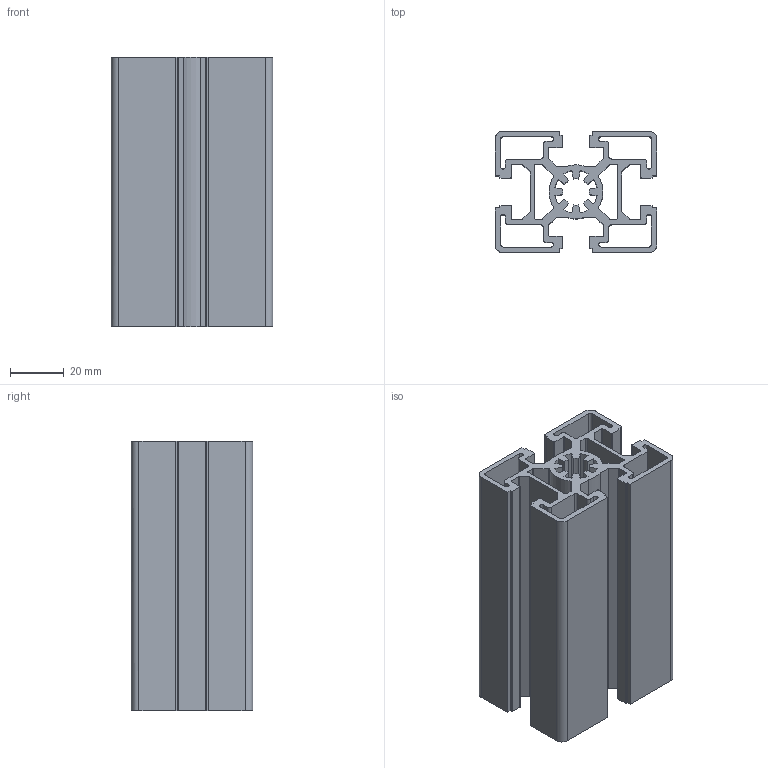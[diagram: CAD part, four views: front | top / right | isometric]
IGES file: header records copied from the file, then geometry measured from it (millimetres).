
Global section: file name: 164560; native system: Autodesk Inventor 2018; preprocessor: unknown; author: Špaček,,; organization: 11; date: 20190827.135200; units: millimetre
Bounding box: 60 x 45 x 100 mm (x, y, z)
Volume: 95244.5 mm3; surface area: 82423.4 mm2
Topology: 1 solids, 1 shells, 206 faces, 612 edges, 408 vertices
Faces by surface type: bspline 206
